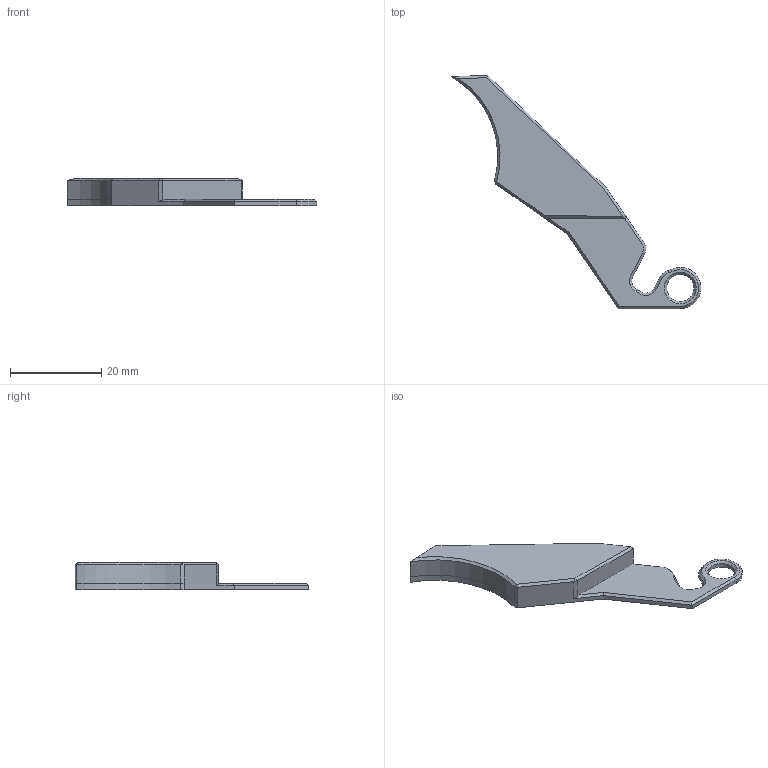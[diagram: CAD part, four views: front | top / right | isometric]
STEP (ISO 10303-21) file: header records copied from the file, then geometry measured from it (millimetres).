
FILE_DESCRIPTION(/* description */ ('','CAx-IF Rec.Pracs.---Representation and Presentation of Product Manufacturing Information (PMI)---4.0---2014-10-13'),/* implementation_level */ '2;1');
FILE_NAME(/* name */ 'Cutter Arm Top.step',/* time_stamp */ '2025-02-04T07:29:16-06:00',/* author */ (''),/* organization */ (''),/* preprocessor_version */ 'ST-DEVELOPER v20',/* originating_system */ 'Autodesk Translation Framework v13.20.0.188',/* authorisation */ '');
FILE_SCHEMA (('AP242_MANAGED_MODEL_BASED_3D_ENGINEERING_MIM_LF { 1 0 10303 442 1 1 4 }'));
Length unit declared in the file: millimetre
Products named in the file (1): Cutter Arm Top
Bounding box: 54.61 x 50.99 x 5.97 mm (x, y, z)
Volume: 2979.8 mm3; surface area: 2241.1 mm2
Topology: 1 solids, 1 shells, 56 faces, 131 edges, 78 vertices
Faces by surface type: plane 36, cylinder 10, cone 8, bspline 2
Full cylindrical faces by diameter (mm): 3.3 x1, 5.937 x1
Entity records: 1643 total; most frequent: CARTESIAN_POINT 335, ORIENTED_EDGE 262, DIRECTION 261, EDGE_CURVE 131, LINE 97, VECTOR 97, AXIS2_PLACEMENT_3D 82, VERTEX_POINT 78
